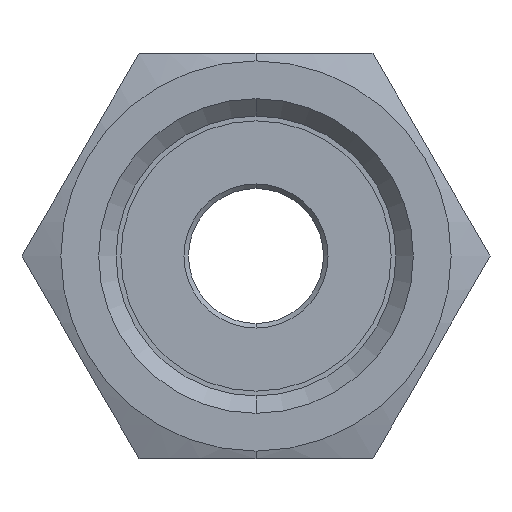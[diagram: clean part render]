
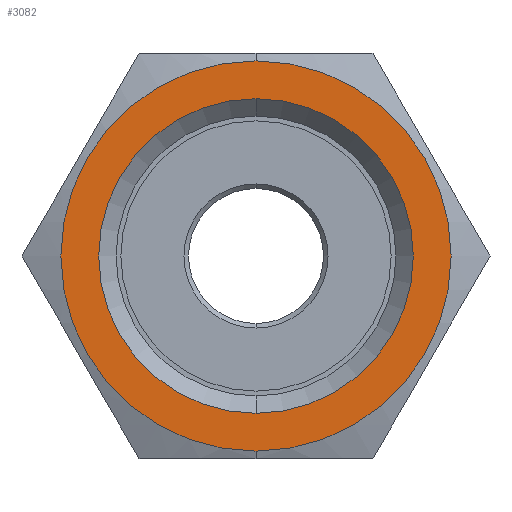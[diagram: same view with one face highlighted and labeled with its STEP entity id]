
A CAD part, left-side view. The second image highlights one B-rep face of the part: STEP entity #3082.
In plain terms, the highlighted planar face has unit normal (-1, 0, 0).
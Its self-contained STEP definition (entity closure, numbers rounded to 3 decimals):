
#273 = DIRECTION ( 'NONE',  ( 0., 0., 1. ) ) ;
#369 = DIRECTION ( 'NONE',  ( 0., 0., 1. ) ) ;
#438 = CARTESIAN_POINT ( 'NONE',  ( -57., 0., 0. ) ) ;
#995 = AXIS2_PLACEMENT_3D ( 'NONE', #438, #9099, #273 ) ;
#1399 = ORIENTED_EDGE ( 'NONE', *, *, #14363, .T. ) ;
#1571 = AXIS2_PLACEMENT_3D ( 'NONE', #15256, #4113, #369 ) ;
#1676 = DIRECTION ( 'NONE',  ( 0., 0., -1. ) ) ;
#2160 = CARTESIAN_POINT ( 'NONE',  ( -57., 0., -10.48 ) ) ;
#2655 = AXIS2_PLACEMENT_3D ( 'NONE', #8566, #14649, #14801 ) ;
#2905 = CARTESIAN_POINT ( 'NONE',  ( -57., 0., -13. ) ) ;
#3082 = ADVANCED_FACE ( 'NONE', ( #8616, #9784 ), #13682, .F. ) ;
#3249 = DIRECTION ( 'NONE',  ( 0., 0., 1. ) ) ;
#3645 = EDGE_CURVE ( 'NONE', #13534, #5098, #4712, .T. ) ;
#4113 = DIRECTION ( 'NONE',  ( -1., 0., 0. ) ) ;
#4667 = CIRCLE ( 'NONE', #995, 10.48 ) ;
#4712 = CIRCLE ( 'NONE', #1571, 10.48 ) ;
#5034 = ORIENTED_EDGE ( 'NONE', *, *, #11190, .T. ) ;
#5098 = VERTEX_POINT ( 'NONE', #11551 ) ;
#5723 = CARTESIAN_POINT ( 'NONE',  ( -57., 0., 13. ) ) ;
#5980 = EDGE_LOOP ( 'NONE', ( #1399, #5034 ) ) ;
#6039 = VERTEX_POINT ( 'NONE', #2905 ) ;
#6353 = VERTEX_POINT ( 'NONE', #5723 ) ;
#6441 = AXIS2_PLACEMENT_3D ( 'NONE', #15883, #13165, #3249 ) ;
#7648 = EDGE_CURVE ( 'NONE', #5098, #13534, #4667, .T. ) ;
#8566 = CARTESIAN_POINT ( 'NONE',  ( -57., 0., 0. ) ) ;
#8616 = FACE_BOUND ( 'NONE', #15938, .T. ) ;
#8773 = DIRECTION ( 'NONE',  ( 1., 0., 0. ) ) ;
#9099 = DIRECTION ( 'NONE',  ( -1., 0., 0. ) ) ;
#9640 = ORIENTED_EDGE ( 'NONE', *, *, #7648, .F. ) ;
#9784 = FACE_OUTER_BOUND ( 'NONE', #5980, .T. ) ;
#10342 = AXIS2_PLACEMENT_3D ( 'NONE', #13731, #8773, #1676 ) ;
#11190 = EDGE_CURVE ( 'NONE', #6353, #6039, #14990, .T. ) ;
#11551 = CARTESIAN_POINT ( 'NONE',  ( -57., 0., 10.48 ) ) ;
#11690 = ORIENTED_EDGE ( 'NONE', *, *, #3645, .F. ) ;
#12897 = CIRCLE ( 'NONE', #6441, 13. ) ;
#13165 = DIRECTION ( 'NONE',  ( -1., 0., 0. ) ) ;
#13534 = VERTEX_POINT ( 'NONE', #2160 ) ;
#13682 = PLANE ( 'NONE',  #10342 ) ;
#13731 = CARTESIAN_POINT ( 'NONE',  ( -57., 13., 0. ) ) ;
#14363 = EDGE_CURVE ( 'NONE', #6039, #6353, #12897, .T. ) ;
#14649 = DIRECTION ( 'NONE',  ( -1., 0., 0. ) ) ;
#14801 = DIRECTION ( 'NONE',  ( 0., 0., 1. ) ) ;
#14990 = CIRCLE ( 'NONE', #2655, 13. ) ;
#15256 = CARTESIAN_POINT ( 'NONE',  ( -57., 0., 0. ) ) ;
#15883 = CARTESIAN_POINT ( 'NONE',  ( -57., 0., 0. ) ) ;
#15938 = EDGE_LOOP ( 'NONE', ( #9640, #11690 ) ) ;
